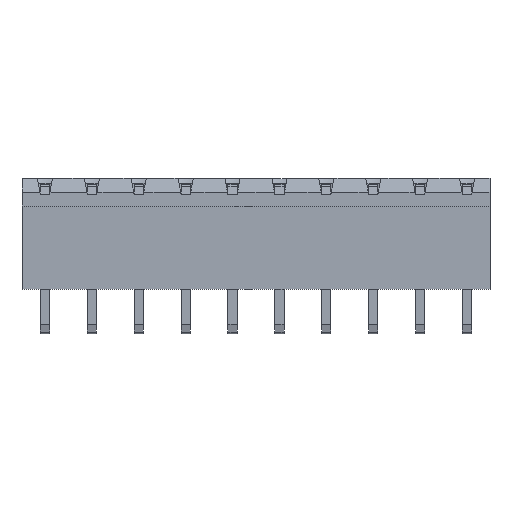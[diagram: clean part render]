
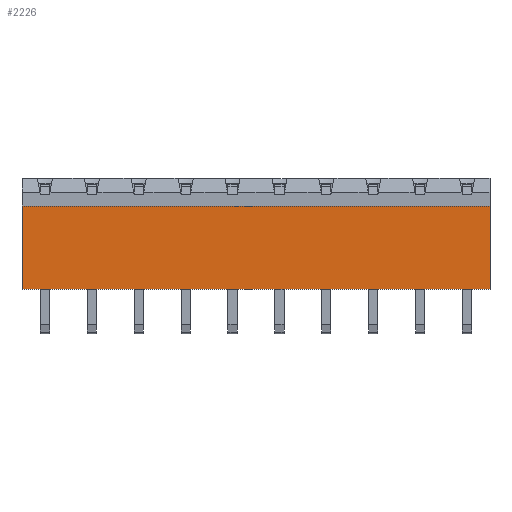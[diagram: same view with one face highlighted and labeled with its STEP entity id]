
A CAD part, top view. The second image highlights one B-rep face of the part: STEP entity #2226.
In plain terms, the highlighted planar face has unit normal (0, 0, 1).
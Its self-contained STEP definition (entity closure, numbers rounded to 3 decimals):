
#21 = VERTEX_POINT ( 'NONE', #8885 ) ;
#173 = EDGE_CURVE ( 'NONE', #16016, #15606, #9105, .T. ) ;
#422 = ORIENTED_EDGE ( 'NONE', *, *, #173, .T. ) ;
#589 = ORIENTED_EDGE ( 'NONE', *, *, #10830, .F. ) ;
#978 = ORIENTED_EDGE ( 'NONE', *, *, #8375, .F. ) ;
#994 = ORIENTED_EDGE ( 'NONE', *, *, #4056, .T. ) ;
#1100 = CARTESIAN_POINT ( 'NONE',  ( 0., 9.01, 0. ) ) ;
#1982 = CARTESIAN_POINT ( 'NONE',  ( 0., 9.01, 0. ) ) ;
#2226 = ADVANCED_FACE ( 'NONE', ( #4261 ), #10682, .F. ) ;
#2661 = DIRECTION ( 'NONE',  ( -1., 0., 0. ) ) ;
#2701 = CARTESIAN_POINT ( 'NONE',  ( 50.69, 9.01, 0. ) ) ;
#4056 = EDGE_CURVE ( 'NONE', #21, #16016, #12687, .T. ) ;
#4261 = FACE_OUTER_BOUND ( 'NONE', #9323, .T. ) ;
#6662 = LINE ( 'NONE', #9508, #12738 ) ;
#7811 = DIRECTION ( 'NONE',  ( 0., -1., 0. ) ) ;
#8257 = LINE ( 'NONE', #10922, #11109 ) ;
#8373 = AXIS2_PLACEMENT_3D ( 'NONE', #10612, #10271, #10238 ) ;
#8375 = EDGE_CURVE ( 'NONE', #21, #16276, #8257, .T. ) ;
#8885 = CARTESIAN_POINT ( 'NONE',  ( 50.69, 9.01, 0. ) ) ;
#9105 = LINE ( 'NONE', #1100, #12282 ) ;
#9323 = EDGE_LOOP ( 'NONE', ( #422, #589, #978, #994 ) ) ;
#9508 = CARTESIAN_POINT ( 'NONE',  ( 50.69, 0., 0. ) ) ;
#9930 = DIRECTION ( 'NONE',  ( -1., 0., 0. ) ) ;
#10238 = DIRECTION ( 'NONE',  ( 0., 1., 0. ) ) ;
#10271 = DIRECTION ( 'NONE',  ( 0., 0., -1. ) ) ;
#10612 = CARTESIAN_POINT ( 'NONE',  ( 50.69, 9.01, 0. ) ) ;
#10682 = PLANE ( 'NONE',  #8373 ) ;
#10819 = DIRECTION ( 'NONE',  ( 0., -1., 0. ) ) ;
#10830 = EDGE_CURVE ( 'NONE', #16276, #15606, #6662, .T. ) ;
#10922 = CARTESIAN_POINT ( 'NONE',  ( 50.69, 9.01, 0. ) ) ;
#11109 = VECTOR ( 'NONE', #10819, 1000. ) ;
#12233 = CARTESIAN_POINT ( 'NONE',  ( 0., 0., 0. ) ) ;
#12282 = VECTOR ( 'NONE', #7811, 1000. ) ;
#12312 = VECTOR ( 'NONE', #2661, 1000. ) ;
#12570 = CARTESIAN_POINT ( 'NONE',  ( 50.69, 0., 0. ) ) ;
#12687 = LINE ( 'NONE', #2701, #12312 ) ;
#12738 = VECTOR ( 'NONE', #9930, 1000. ) ;
#15606 = VERTEX_POINT ( 'NONE', #12233 ) ;
#16016 = VERTEX_POINT ( 'NONE', #1982 ) ;
#16276 = VERTEX_POINT ( 'NONE', #12570 ) ;
